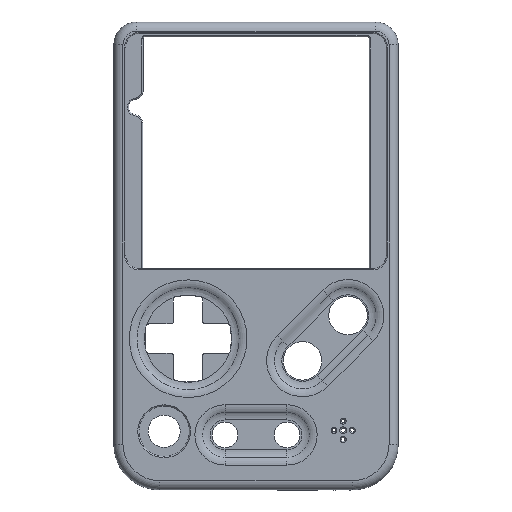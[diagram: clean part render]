
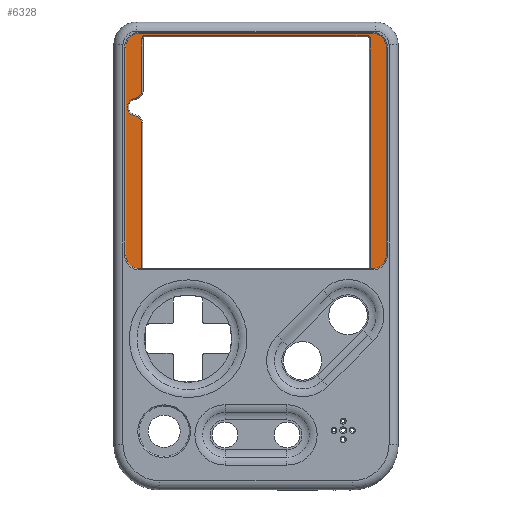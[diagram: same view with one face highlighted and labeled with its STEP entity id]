
A CAD part, top view. The second image highlights one B-rep face of the part: STEP entity #6328.
In plain terms, the highlighted planar face has unit normal (0, 0, 1).
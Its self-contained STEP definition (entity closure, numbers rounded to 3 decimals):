
#285=CIRCLE('',#6688,1.75);
#287=CIRCLE('',#6691,1.95);
#289=CIRCLE('',#6694,1.75);
#291=CIRCLE('',#6698,0.75);
#293=CIRCLE('',#6702,0.75);
#300=CIRCLE('',#6720,3.);
#301=CIRCLE('',#6721,3.);
#302=CIRCLE('',#6722,3.);
#303=CIRCLE('',#6723,3.);
#742=FACE_OUTER_BOUND('',#1104,.T.);
#1104=EDGE_LOOP('',(#4282,#4283,#4284,#4285,#4286,#4287,#4288,#4289,#4290,
#4291,#4292,#4293,#4294,#4295,#4296,#4297,#4298,#4299));
#1490=LINE('',#9582,#2026);
#1495=LINE('',#9605,#2031);
#1499=LINE('',#9617,#2035);
#1503=LINE('',#9629,#2039);
#1539=LINE('',#9711,#2075);
#1540=LINE('',#9715,#2076);
#1541=LINE('',#9719,#2077);
#1542=LINE('',#9723,#2078);
#1543=LINE('',#9726,#2079);
#2026=VECTOR('',#7476,10.);
#2031=VECTOR('',#7501,10.);
#2035=VECTOR('',#7513,10.);
#2039=VECTOR('',#7525,10.);
#2075=VECTOR('',#7591,10.);
#2076=VECTOR('',#7594,10.);
#2077=VECTOR('',#7597,10.);
#2078=VECTOR('',#7600,10.);
#2079=VECTOR('',#7603,10.);
#2560=VERTEX_POINT('',#9576);
#2562=VERTEX_POINT('',#9580);
#2564=VERTEX_POINT('',#9585);
#2566=VERTEX_POINT('',#9591);
#2568=VERTEX_POINT('',#9597);
#2570=VERTEX_POINT('',#9603);
#2572=VERTEX_POINT('',#9609);
#2574=VERTEX_POINT('',#9615);
#2576=VERTEX_POINT('',#9621);
#2578=VERTEX_POINT('',#9627);
#2609=VERTEX_POINT('',#9710);
#2610=VERTEX_POINT('',#9712);
#2611=VERTEX_POINT('',#9714);
#2612=VERTEX_POINT('',#9716);
#2613=VERTEX_POINT('',#9718);
#2614=VERTEX_POINT('',#9720);
#2615=VERTEX_POINT('',#9722);
#2616=VERTEX_POINT('',#9724);
#3205=EDGE_CURVE('',#2562,#2560,#1490,.T.);
#3207=EDGE_CURVE('',#2564,#2562,#285,.T.);
#3210=EDGE_CURVE('',#2566,#2564,#287,.T.);
#3213=EDGE_CURVE('',#2568,#2566,#289,.T.);
#3216=EDGE_CURVE('',#2570,#2568,#1495,.T.);
#3219=EDGE_CURVE('',#2572,#2570,#291,.T.);
#3222=EDGE_CURVE('',#2574,#2572,#1499,.T.);
#3225=EDGE_CURVE('',#2576,#2574,#293,.T.);
#3228=EDGE_CURVE('',#2578,#2576,#1503,.T.);
#3269=EDGE_CURVE('',#2609,#2578,#1539,.T.);
#3270=EDGE_CURVE('',#2609,#2610,#300,.T.);
#3271=EDGE_CURVE('',#2611,#2610,#1540,.T.);
#3272=EDGE_CURVE('',#2611,#2612,#301,.T.);
#3273=EDGE_CURVE('',#2613,#2612,#1541,.T.);
#3274=EDGE_CURVE('',#2613,#2614,#302,.T.);
#3275=EDGE_CURVE('',#2615,#2614,#1542,.T.);
#3276=EDGE_CURVE('',#2615,#2616,#303,.T.);
#3277=EDGE_CURVE('',#2560,#2616,#1543,.T.);
#4282=ORIENTED_EDGE('',*,*,#3228,.F.);
#4283=ORIENTED_EDGE('',*,*,#3269,.F.);
#4284=ORIENTED_EDGE('',*,*,#3270,.T.);
#4285=ORIENTED_EDGE('',*,*,#3271,.F.);
#4286=ORIENTED_EDGE('',*,*,#3272,.T.);
#4287=ORIENTED_EDGE('',*,*,#3273,.F.);
#4288=ORIENTED_EDGE('',*,*,#3274,.T.);
#4289=ORIENTED_EDGE('',*,*,#3275,.F.);
#4290=ORIENTED_EDGE('',*,*,#3276,.T.);
#4291=ORIENTED_EDGE('',*,*,#3277,.F.);
#4292=ORIENTED_EDGE('',*,*,#3205,.F.);
#4293=ORIENTED_EDGE('',*,*,#3207,.F.);
#4294=ORIENTED_EDGE('',*,*,#3210,.F.);
#4295=ORIENTED_EDGE('',*,*,#3213,.F.);
#4296=ORIENTED_EDGE('',*,*,#3216,.F.);
#4297=ORIENTED_EDGE('',*,*,#3219,.F.);
#4298=ORIENTED_EDGE('',*,*,#3222,.F.);
#4299=ORIENTED_EDGE('',*,*,#3225,.F.);
#6174=PLANE('',#6719);
#6328=ADVANCED_FACE('',(#742),#6174,.T.);
#6688=AXIS2_PLACEMENT_3D('',#9587,#7480,#7481);
#6691=AXIS2_PLACEMENT_3D('',#9593,#7487,#7488);
#6694=AXIS2_PLACEMENT_3D('',#9599,#7494,#7495);
#6698=AXIS2_PLACEMENT_3D('',#9611,#7506,#7507);
#6702=AXIS2_PLACEMENT_3D('',#9623,#7518,#7519);
#6719=AXIS2_PLACEMENT_3D('',#9709,#7589,#7590);
#6720=AXIS2_PLACEMENT_3D('',#9713,#7592,#7593);
#6721=AXIS2_PLACEMENT_3D('',#9717,#7595,#7596);
#6722=AXIS2_PLACEMENT_3D('',#9721,#7598,#7599);
#6723=AXIS2_PLACEMENT_3D('',#9725,#7601,#7602);
#7476=DIRECTION('',(0.,-1.,0.));
#7480=DIRECTION('center_axis',(0.,0.,
-1.));
#7481=DIRECTION('ref_axis',(0.766,0.643,0.));
#7487=DIRECTION('center_axis',(0.,0.,
1.));
#7488=DIRECTION('ref_axis',(-1.,0.,0.));
#7494=DIRECTION('center_axis',(0.,0.,
-1.));
#7495=DIRECTION('ref_axis',(0.757,-0.654,0.));
#7501=DIRECTION('',(0.,-1.,0.));
#7506=DIRECTION('center_axis',(0.,0.,
1.));
#7507=DIRECTION('ref_axis',(-0.707,0.707,0.));
#7513=DIRECTION('',(-1.,0.,0.));
#7518=DIRECTION('center_axis',(0.,0.,
1.));
#7519=DIRECTION('ref_axis',(0.707,0.707,0.));
#7525=DIRECTION('',(0.,1.,0.));
#7589=DIRECTION('center_axis',(0.,0.,
1.));
#7590=DIRECTION('ref_axis',(1.,0.,0.));
#7591=DIRECTION('',(-1.,0.,0.));
#7592=DIRECTION('center_axis',(0.,0.,
1.));
#7593=DIRECTION('ref_axis',(0.707,-0.707,0.));
#7594=DIRECTION('',(0.,-1.,0.));
#7595=DIRECTION('center_axis',(0.,0.,
1.));
#7596=DIRECTION('ref_axis',(0.707,0.707,0.));
#7597=DIRECTION('',(1.,0.,0.));
#7598=DIRECTION('center_axis',(0.,0.,
1.));
#7599=DIRECTION('ref_axis',(-0.707,0.707,0.));
#7600=DIRECTION('',(0.,1.,0.));
#7601=DIRECTION('center_axis',(0.,0.,
1.));
#7602=DIRECTION('ref_axis',(-0.707,-0.707,0.));
#7603=DIRECTION('',(-1.,0.,0.));
#9576=CARTESIAN_POINT('',(-24.95,-3.8,3.7));
#9580=CARTESIAN_POINT('',(-24.95,27.819,3.7));
#9582=CARTESIAN_POINT('',(-24.95,33.875,3.7));
#9585=CARTESIAN_POINT('',(-26.399,29.543,3.7));
#9587=CARTESIAN_POINT('Origin',(-26.7,27.819,3.7));
#9591=CARTESIAN_POINT('',(-26.346,33.393,3.7));
#9593=CARTESIAN_POINT('Origin',(-26.063,31.464,3.7));
#9597=CARTESIAN_POINT('',(-24.85,35.125,3.7));
#9599=CARTESIAN_POINT('Origin',(-26.6,35.125,3.7));
#9603=CARTESIAN_POINT('',(-24.85,46.3,3.7));
#9605=CARTESIAN_POINT('',(-24.85,33.875,3.7));
#9609=CARTESIAN_POINT('',(-24.1,47.05,3.7));
#9611=CARTESIAN_POINT('Origin',(-24.1,46.3,3.7));
#9615=CARTESIAN_POINT('',(24.2,47.05,3.7));
#9617=CARTESIAN_POINT('',(5.,47.05,3.7));
#9621=CARTESIAN_POINT('',(24.95,46.3,3.7));
#9623=CARTESIAN_POINT('Origin',(24.2,46.3,3.7));
#9627=CARTESIAN_POINT('',(24.95,-3.8,3.7));
#9629=CARTESIAN_POINT('',(24.95,34.875,3.7));
#9709=CARTESIAN_POINT('Origin',(0.,21.75,3.7));
#9710=CARTESIAN_POINT('',(25.4,-3.8,3.7));
#9711=CARTESIAN_POINT('',(25.5,-3.8,3.7));
#9712=CARTESIAN_POINT('',(28.4,-0.8,3.7));
#9713=CARTESIAN_POINT('Origin',(25.4,-0.8,3.7));
#9714=CARTESIAN_POINT('',(28.4,44.5,3.7));
#9715=CARTESIAN_POINT('',(28.4,44.7,3.7));
#9716=CARTESIAN_POINT('',(25.4,47.5,3.7));
#9717=CARTESIAN_POINT('Origin',(25.4,44.5,3.7));
#9718=CARTESIAN_POINT('',(-25.4,47.5,3.7));
#9719=CARTESIAN_POINT('',(-25.5,47.5,3.7));
#9720=CARTESIAN_POINT('',(-28.4,44.5,3.7));
#9721=CARTESIAN_POINT('Origin',(-25.4,44.5,3.7));
#9722=CARTESIAN_POINT('',(-28.4,-0.8,3.7));
#9723=CARTESIAN_POINT('',(-28.4,-0.8,3.7));
#9724=CARTESIAN_POINT('',(-25.4,-3.8,3.7));
#9725=CARTESIAN_POINT('Origin',(-25.4,-0.8,3.7));
#9726=CARTESIAN_POINT('',(25.5,-3.8,3.7));
